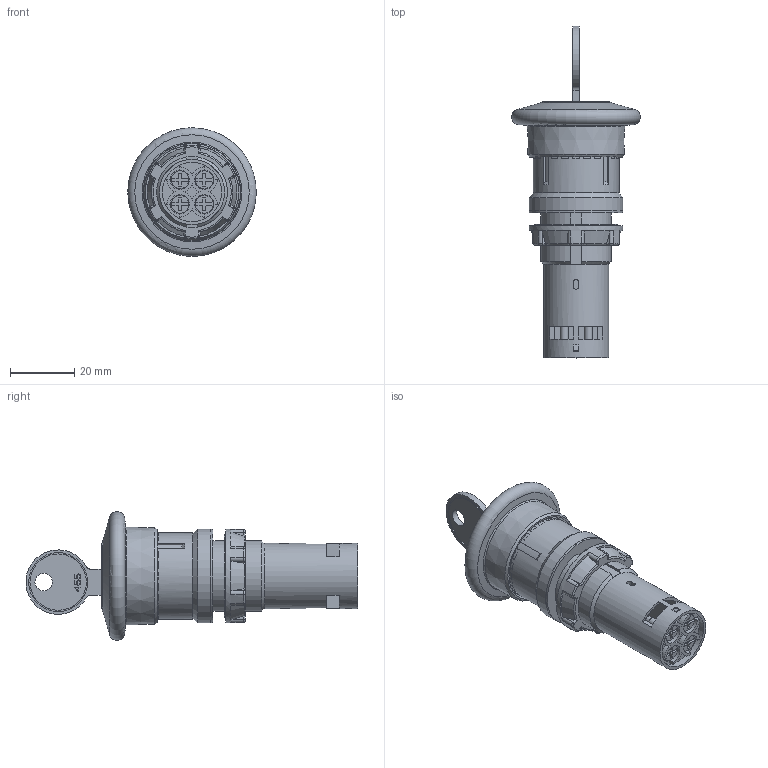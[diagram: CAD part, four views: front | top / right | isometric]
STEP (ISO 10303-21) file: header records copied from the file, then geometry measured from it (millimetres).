
FILE_DESCRIPTION(('STEP AP203'), '1');
FILE_NAME('MTB8-ES145', '2025-02-10T13:09:17', (''), (''), 'C3D Converter', 'C3D Toolkit', '');
FILE_SCHEMA(('CONFIG_CONTROL_DESIGN'));
Length unit declared in the file: millimetre
Bounding box: 39.87 x 103.01 x 39.88 mm (x, y, z)
Volume: 38269 mm3; surface area: 14592.7 mm2
Topology: 6 solids, 6 shells, 633 faces, 1661 edges, 1088 vertices
Faces by surface type: plane 456, cylinder 132, torus 27, cone 16, sphere 2
Full cylindrical faces by diameter (mm): 2.2 x4, 2.5 x4, 5.4 x1, 5.5 x4, 6 x4, 17.5 x2, 18.3 x3, 19.9 x1, 20.2 x1, 21.9 x1, 25.5 x1, 26.7 x1, 28 x1, 29 x2, 29.1 x1
Entity records: 20597 total; most frequent: CARTESIAN_POINT 4804, DIRECTION 3232, ORIENTED_EDGE 3232, EDGE_CURVE 1616, LINE 1128, VECTOR 1128, VERTEX_POINT 1086, AXIS2_PLACEMENT_3D 1052
